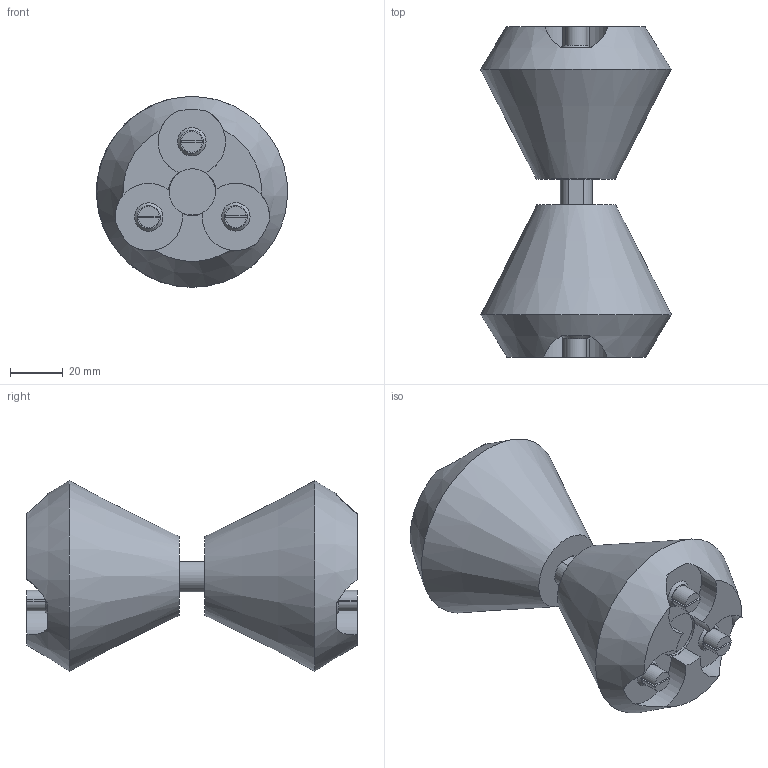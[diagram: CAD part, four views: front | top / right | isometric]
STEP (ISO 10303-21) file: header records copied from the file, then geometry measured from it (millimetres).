
FILE_DESCRIPTION(/* description */ (''),/* implementation_level */ '2;1');
FILE_SCHEMA (('AUTOMOTIVE_DESIGN { 1 0 10303 214 3 1 1 }'));
Length unit declared in the file: millimetre
Products named in the file (1): Conical One Keyed w/Bearing Slot v15
Bounding box: 72.3 x 124.99 x 72.11 mm (x, y, z)
Volume: 255716.3 mm3; surface area: 39317.2 mm2
Topology: 3 solids, 3 shells, 112 faces, 248 edges, 158 vertices
Faces by surface type: plane 57, cylinder 45, cone 10
Full cylindrical faces by diameter (mm): 17.5 x2
Entity records: 3154 total; most frequent: CARTESIAN_POINT 611, DIRECTION 566, ORIENTED_EDGE 468, EDGE_CURVE 234, AXIS2_PLACEMENT_3D 231, VERTEX_POINT 156, EDGE_LOOP 140, CIRCLE 118
